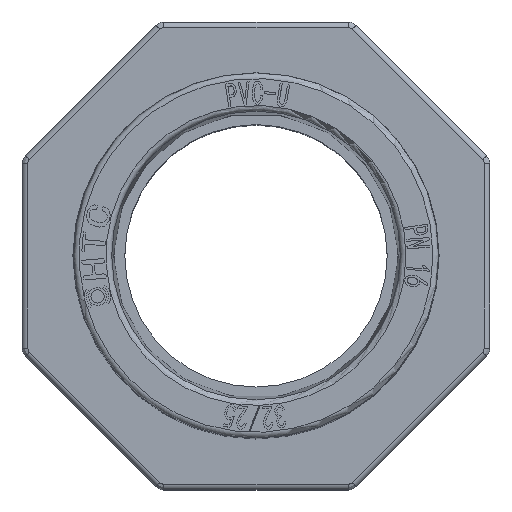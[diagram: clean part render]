
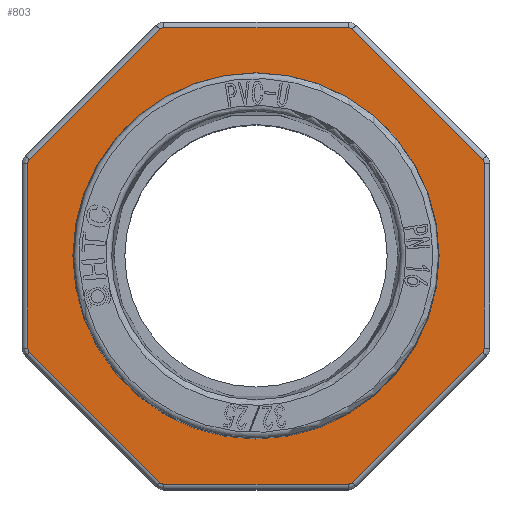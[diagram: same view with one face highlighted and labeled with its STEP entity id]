
A CAD part, top view. The second image highlights one B-rep face of the part: STEP entity #803.
In plain terms, the highlighted planar face has unit normal (0, 0, 1).
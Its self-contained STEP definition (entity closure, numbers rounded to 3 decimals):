
#803=ADVANCED_FACE('',(#3588,#3589),#1498,.F.);
#1498=PLANE('',#12811);
#2156=LINE('',#19060,#2819);
#2157=LINE('',#19065,#2820);
#2158=LINE('',#19069,#2821);
#2159=LINE('',#19073,#2822);
#2160=LINE('',#19077,#2823);
#2161=LINE('',#19081,#2824);
#2162=LINE('',#19085,#2825);
#2163=LINE('',#19089,#2826);
#2819=VECTOR('',#13646,1.);
#2820=VECTOR('',#13649,1.);
#2821=VECTOR('',#13652,1.);
#2822=VECTOR('',#13655,1.);
#2823=VECTOR('',#13658,1.);
#2824=VECTOR('',#13661,1.);
#2825=VECTOR('',#13664,1.);
#2826=VECTOR('',#13667,1.);
#3484=CIRCLE('',#12794,16.05);
#3486=CIRCLE('',#12803,0.5);
#3487=CIRCLE('',#12804,0.5);
#3488=CIRCLE('',#12805,0.5);
#3489=CIRCLE('',#12806,0.5);
#3490=CIRCLE('',#12807,0.5);
#3491=CIRCLE('',#12808,0.5);
#3492=CIRCLE('',#12809,0.5);
#3493=CIRCLE('',#12810,0.5);
#3588=FACE_BOUND('',#3648,.T.);
#3589=FACE_BOUND('',#3649,.T.);
#3648=EDGE_LOOP('',(#4900,#4901,#4902,#4903,#4904,#4905,#4906,#4907,#4908,
#4909,#4910,#4911,#4912,#4913,#4914,#4915));
#3649=EDGE_LOOP('',(#4916));
#4900=ORIENTED_EDGE('',*,*,#10128,.T.);
#4901=ORIENTED_EDGE('',*,*,#10129,.T.);
#4902=ORIENTED_EDGE('',*,*,#10130,.T.);
#4903=ORIENTED_EDGE('',*,*,#10131,.T.);
#4904=ORIENTED_EDGE('',*,*,#10132,.T.);
#4905=ORIENTED_EDGE('',*,*,#10133,.T.);
#4906=ORIENTED_EDGE('',*,*,#10134,.T.);
#4907=ORIENTED_EDGE('',*,*,#10135,.T.);
#4908=ORIENTED_EDGE('',*,*,#10136,.T.);
#4909=ORIENTED_EDGE('',*,*,#10137,.T.);
#4910=ORIENTED_EDGE('',*,*,#10138,.T.);
#4911=ORIENTED_EDGE('',*,*,#10139,.T.);
#4912=ORIENTED_EDGE('',*,*,#10140,.T.);
#4913=ORIENTED_EDGE('',*,*,#10141,.T.);
#4914=ORIENTED_EDGE('',*,*,#10142,.T.);
#4915=ORIENTED_EDGE('',*,*,#10143,.T.);
#4916=ORIENTED_EDGE('',*,*,#10106,.T.);
#8803=VERTEX_POINT('',#19011);
#8824=VERTEX_POINT('',#19061);
#8825=VERTEX_POINT('',#19062);
#8826=VERTEX_POINT('',#19064);
#8827=VERTEX_POINT('',#19066);
#8828=VERTEX_POINT('',#19068);
#8829=VERTEX_POINT('',#19070);
#8830=VERTEX_POINT('',#19072);
#8831=VERTEX_POINT('',#19074);
#8832=VERTEX_POINT('',#19076);
#8833=VERTEX_POINT('',#19078);
#8834=VERTEX_POINT('',#19080);
#8835=VERTEX_POINT('',#19082);
#8836=VERTEX_POINT('',#19084);
#8837=VERTEX_POINT('',#19086);
#8838=VERTEX_POINT('',#19088);
#8839=VERTEX_POINT('',#19090);
#10106=EDGE_CURVE('',#8803,#8803,#3484,.T.);
#10128=EDGE_CURVE('',#8824,#8825,#2156,.T.);
#10129=EDGE_CURVE('',#8825,#8826,#3486,.T.);
#10130=EDGE_CURVE('',#8826,#8827,#2157,.T.);
#10131=EDGE_CURVE('',#8827,#8828,#3487,.T.);
#10132=EDGE_CURVE('',#8828,#8829,#2158,.T.);
#10133=EDGE_CURVE('',#8829,#8830,#3488,.T.);
#10134=EDGE_CURVE('',#8830,#8831,#2159,.T.);
#10135=EDGE_CURVE('',#8831,#8832,#3489,.T.);
#10136=EDGE_CURVE('',#8832,#8833,#2160,.T.);
#10137=EDGE_CURVE('',#8833,#8834,#3490,.T.);
#10138=EDGE_CURVE('',#8834,#8835,#2161,.T.);
#10139=EDGE_CURVE('',#8835,#8836,#3491,.T.);
#10140=EDGE_CURVE('',#8836,#8837,#2162,.T.);
#10141=EDGE_CURVE('',#8837,#8838,#3492,.T.);
#10142=EDGE_CURVE('',#8838,#8839,#2163,.T.);
#10143=EDGE_CURVE('',#8839,#8824,#3493,.T.);
#12794=AXIS2_PLACEMENT_3D('',#19010,#13608,#13609);
#12803=AXIS2_PLACEMENT_3D('',#19063,#13647,#13648);
#12804=AXIS2_PLACEMENT_3D('',#19067,#13650,#13651);
#12805=AXIS2_PLACEMENT_3D('',#19071,#13653,#13654);
#12806=AXIS2_PLACEMENT_3D('',#19075,#13656,#13657);
#12807=AXIS2_PLACEMENT_3D('',#19079,#13659,#13660);
#12808=AXIS2_PLACEMENT_3D('',#19083,#13662,#13663);
#12809=AXIS2_PLACEMENT_3D('',#19087,#13665,#13666);
#12810=AXIS2_PLACEMENT_3D('',#19091,#13668,#13669);
#12811=AXIS2_PLACEMENT_3D('',#19092,#13670,#13671);
#13608=DIRECTION('',(0.,0.,-1.));
#13609=DIRECTION('',(-1.,0.,0.));
#13646=DIRECTION('',(0.,-1.,0.));
#13647=DIRECTION('',(0.,0.,1.));
#13648=DIRECTION('',(-1.,0.,0.));
#13649=DIRECTION('',(0.707,-0.707,0.));
#13650=DIRECTION('',(0.,0.,1.));
#13651=DIRECTION('',(-1.,0.,0.));
#13652=DIRECTION('',(1.,0.,0.));
#13653=DIRECTION('',(0.,0.,1.));
#13654=DIRECTION('',(-1.,0.,0.));
#13655=DIRECTION('',(0.707,0.707,0.));
#13656=DIRECTION('',(0.,0.,1.));
#13657=DIRECTION('',(-1.,0.,0.));
#13658=DIRECTION('',(0.,1.,0.));
#13659=DIRECTION('',(0.,0.,1.));
#13660=DIRECTION('',(-1.,0.,0.));
#13661=DIRECTION('',(-0.707,0.707,0.));
#13662=DIRECTION('',(0.,0.,1.));
#13663=DIRECTION('',(-1.,0.,0.));
#13664=DIRECTION('',(-1.,0.,0.));
#13665=DIRECTION('',(0.,0.,1.));
#13666=DIRECTION('',(-1.,0.,0.));
#13667=DIRECTION('',(-0.707,-0.707,0.));
#13668=DIRECTION('',(0.,0.,1.));
#13669=DIRECTION('',(-1.,0.,0.));
#13670=DIRECTION('',(0.,0.,-1.));
#13671=DIRECTION('',(-1.,0.,0.));
#19010=CARTESIAN_POINT('',(198.,149.5,23.004));
#19011=CARTESIAN_POINT('',(181.95,149.5,23.004));
#19060=CARTESIAN_POINT('',(178.,141.423,23.004));
#19061=CARTESIAN_POINT('',(178.,157.577,23.004));
#19062=CARTESIAN_POINT('',(178.,141.423,23.004));
#19063=CARTESIAN_POINT('',(178.5,141.423,23.004));
#19064=CARTESIAN_POINT('',(178.146,141.069,23.004));
#19065=CARTESIAN_POINT('',(189.569,129.646,23.004));
#19066=CARTESIAN_POINT('',(189.569,129.646,23.004));
#19067=CARTESIAN_POINT('',(189.923,130.,23.004));
#19068=CARTESIAN_POINT('',(189.923,129.5,23.004));
#19069=CARTESIAN_POINT('',(206.077,129.5,23.004));
#19070=CARTESIAN_POINT('',(206.077,129.5,23.004));
#19071=CARTESIAN_POINT('',(206.077,130.,23.004));
#19072=CARTESIAN_POINT('',(206.431,129.646,23.004));
#19073=CARTESIAN_POINT('',(217.854,141.069,23.004));
#19074=CARTESIAN_POINT('',(217.854,141.069,23.004));
#19075=CARTESIAN_POINT('',(217.5,141.423,23.004));
#19076=CARTESIAN_POINT('',(218.,141.423,23.004));
#19077=CARTESIAN_POINT('',(218.,157.577,23.004));
#19078=CARTESIAN_POINT('',(218.,157.577,23.004));
#19079=CARTESIAN_POINT('',(217.5,157.577,23.004));
#19080=CARTESIAN_POINT('',(217.854,157.931,23.004));
#19081=CARTESIAN_POINT('',(206.431,169.354,23.004));
#19082=CARTESIAN_POINT('',(206.431,169.354,23.004));
#19083=CARTESIAN_POINT('',(206.077,169.,23.004));
#19084=CARTESIAN_POINT('',(206.077,169.5,23.004));
#19085=CARTESIAN_POINT('',(189.923,169.5,23.004));
#19086=CARTESIAN_POINT('',(189.923,169.5,23.004));
#19087=CARTESIAN_POINT('',(189.923,169.,23.004));
#19088=CARTESIAN_POINT('',(189.569,169.354,23.004));
#19089=CARTESIAN_POINT('',(178.146,157.931,23.004));
#19090=CARTESIAN_POINT('',(178.146,157.931,23.004));
#19091=CARTESIAN_POINT('',(178.5,157.577,23.004));
#19092=CARTESIAN_POINT('',(16.,0.,23.004));
